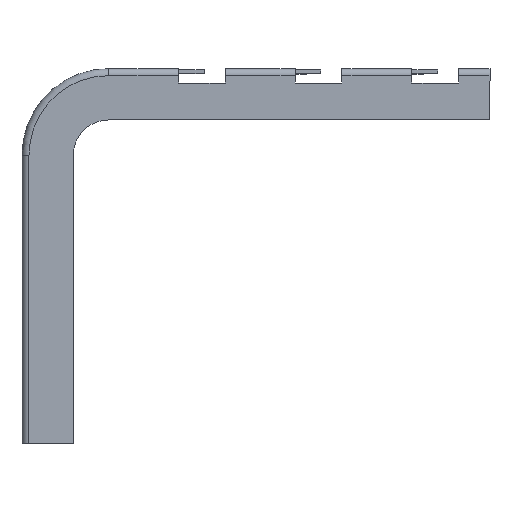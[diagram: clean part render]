
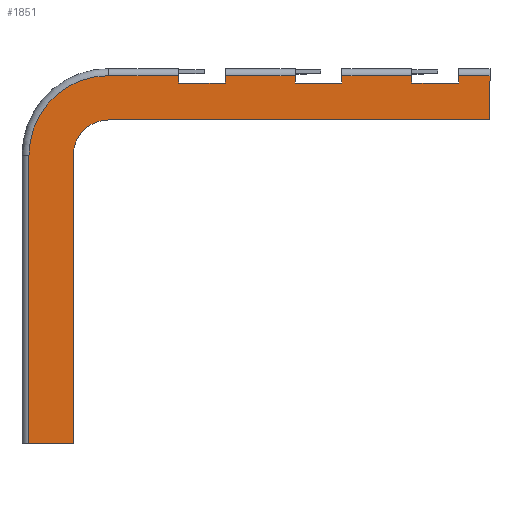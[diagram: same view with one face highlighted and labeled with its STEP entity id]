
A CAD part, left-side view. The second image highlights one B-rep face of the part: STEP entity #1851.
In plain terms, the highlighted planar face has unit normal (-1, 0, 0).
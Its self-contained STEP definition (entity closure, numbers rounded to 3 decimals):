
#61=FACE_OUTER_BOUND('',#153,.T.);
#153=EDGE_LOOP('',(#1340,#1341,#1342,#1343,#1344,#1345,#1346,#1347,#1348,
#1349,#1350,#1351,#1352,#1353,#1354,#1355,#1356,#1357,#1358,#1359));
#247=LINE('',#2673,#481);
#274=LINE('',#2735,#508);
#295=LINE('',#2787,#529);
#299=LINE('',#2798,#533);
#300=LINE('',#2801,#534);
#301=LINE('',#2803,#535);
#302=LINE('',#2805,#536);
#303=LINE('',#2807,#537);
#304=LINE('',#2809,#538);
#305=LINE('',#2811,#539);
#306=LINE('',#2812,#540);
#307=LINE('',#2814,#541);
#308=LINE('',#2816,#542);
#309=LINE('',#2818,#543);
#310=LINE('',#2821,#544);
#311=LINE('',#2823,#545);
#312=LINE('',#2827,#546);
#313=LINE('',#2828,#547);
#481=VECTOR('',#2144,1.);
#508=VECTOR('',#2185,1.);
#529=VECTOR('',#2226,1.);
#533=VECTOR('',#2236,1.);
#534=VECTOR('',#2239,1.);
#535=VECTOR('',#2240,1.);
#536=VECTOR('',#2241,1.);
#537=VECTOR('',#2242,1.);
#538=VECTOR('',#2243,1.);
#539=VECTOR('',#2244,1.);
#540=VECTOR('',#2245,1.);
#541=VECTOR('',#2246,1.);
#542=VECTOR('',#2247,1.);
#543=VECTOR('',#2248,1.);
#544=VECTOR('',#2251,1.);
#545=VECTOR('',#2252,1.);
#546=VECTOR('',#2255,1.);
#547=VECTOR('',#2256,1.);
#720=CIRCLE('',#1984,34.123);
#721=CIRCLE('',#1985,15.133);
#774=VERTEX_POINT('',#2670);
#775=VERTEX_POINT('',#2672);
#802=VERTEX_POINT('',#2732);
#803=VERTEX_POINT('',#2734);
#823=VERTEX_POINT('',#2784);
#824=VERTEX_POINT('',#2786);
#827=VERTEX_POINT('',#2794);
#829=VERTEX_POINT('',#2800);
#830=VERTEX_POINT('',#2802);
#831=VERTEX_POINT('',#2804);
#832=VERTEX_POINT('',#2806);
#833=VERTEX_POINT('',#2808);
#834=VERTEX_POINT('',#2810);
#835=VERTEX_POINT('',#2813);
#836=VERTEX_POINT('',#2815);
#837=VERTEX_POINT('',#2817);
#838=VERTEX_POINT('',#2819);
#839=VERTEX_POINT('',#2822);
#840=VERTEX_POINT('',#2824);
#841=VERTEX_POINT('',#2826);
#973=EDGE_CURVE('',#775,#774,#247,.T.);
#1004=EDGE_CURVE('',#803,#802,#274,.T.);
#1030=EDGE_CURVE('',#824,#823,#295,.T.);
#1036=EDGE_CURVE('',#824,#827,#299,.T.);
#1037=EDGE_CURVE('',#823,#829,#300,.T.);
#1038=EDGE_CURVE('',#829,#830,#301,.T.);
#1039=EDGE_CURVE('',#831,#830,#302,.T.);
#1040=EDGE_CURVE('',#831,#832,#303,.T.);
#1041=EDGE_CURVE('',#832,#833,#304,.T.);
#1042=EDGE_CURVE('',#833,#834,#305,.T.);
#1043=EDGE_CURVE('',#803,#834,#306,.T.);
#1044=EDGE_CURVE('',#802,#835,#307,.T.);
#1045=EDGE_CURVE('',#835,#836,#308,.T.);
#1046=EDGE_CURVE('',#837,#836,#309,.T.);
#1047=EDGE_CURVE('',#838,#837,#720,.T.);
#1048=EDGE_CURVE('',#775,#838,#310,.T.);
#1049=EDGE_CURVE('',#774,#839,#311,.T.);
#1050=EDGE_CURVE('',#839,#840,#721,.T.);
#1051=EDGE_CURVE('',#840,#841,#312,.T.);
#1052=EDGE_CURVE('',#827,#841,#313,.T.);
#1340=ORIENTED_EDGE('',*,*,#1036,.F.);
#1341=ORIENTED_EDGE('',*,*,#1030,.T.);
#1342=ORIENTED_EDGE('',*,*,#1037,.T.);
#1343=ORIENTED_EDGE('',*,*,#1038,.T.);
#1344=ORIENTED_EDGE('',*,*,#1039,.F.);
#1345=ORIENTED_EDGE('',*,*,#1040,.T.);
#1346=ORIENTED_EDGE('',*,*,#1041,.T.);
#1347=ORIENTED_EDGE('',*,*,#1042,.T.);
#1348=ORIENTED_EDGE('',*,*,#1043,.F.);
#1349=ORIENTED_EDGE('',*,*,#1004,.T.);
#1350=ORIENTED_EDGE('',*,*,#1044,.T.);
#1351=ORIENTED_EDGE('',*,*,#1045,.T.);
#1352=ORIENTED_EDGE('',*,*,#1046,.F.);
#1353=ORIENTED_EDGE('',*,*,#1047,.F.);
#1354=ORIENTED_EDGE('',*,*,#1048,.F.);
#1355=ORIENTED_EDGE('',*,*,#973,.T.);
#1356=ORIENTED_EDGE('',*,*,#1049,.T.);
#1357=ORIENTED_EDGE('',*,*,#1050,.T.);
#1358=ORIENTED_EDGE('',*,*,#1051,.T.);
#1359=ORIENTED_EDGE('',*,*,#1052,.F.);
#1772=PLANE('',#1983);
#1851=ADVANCED_FACE('',(#61),#1772,.T.);
#1983=AXIS2_PLACEMENT_3D('',#2799,#2237,#2238);
#1984=AXIS2_PLACEMENT_3D('',#2820,#2249,#2250);
#1985=AXIS2_PLACEMENT_3D('',#2825,#2253,#2254);
#2144=DIRECTION('',(0.,-1.,0.));
#2185=DIRECTION('',(0.,0.,-1.));
#2226=DIRECTION('',(0.,0.,-1.));
#2236=DIRECTION('',(0.,-1.,0.));
#2237=DIRECTION('center_axis',(-1.,0.,0.));
#2238=DIRECTION('ref_axis',(0.,-1.,0.));
#2239=DIRECTION('',(0.,1.,0.));
#2240=DIRECTION('',(0.,0.,1.));
#2241=DIRECTION('',(0.,-1.,0.));
#2242=DIRECTION('',(0.,0.,-1.));
#2243=DIRECTION('',(0.,1.,0.));
#2244=DIRECTION('',(0.,0.,1.));
#2245=DIRECTION('',(0.,-1.,0.));
#2246=DIRECTION('',(0.,1.,0.));
#2247=DIRECTION('',(0.,0.,1.));
#2248=DIRECTION('',(0.,-1.,0.));
#2249=DIRECTION('center_axis',(1.,0.,0.));
#2250=DIRECTION('ref_axis',(0.,0.707,0.707));
#2251=DIRECTION('',(0.,0.,1.));
#2252=DIRECTION('',(0.,0.,1.));
#2253=DIRECTION('center_axis',(1.,0.,0.));
#2254=DIRECTION('ref_axis',(0.,1.,0.));
#2255=DIRECTION('',(0.,-1.,0.));
#2256=DIRECTION('',(0.,0.,-1.));
#2670=CARTESIAN_POINT('',(109.787,125.1,-22.035));
#2672=CARTESIAN_POINT('',(109.787,144.091,-22.035));
#2673=CARTESIAN_POINT('',(109.787,147.423,-22.035));
#2732=CARTESIAN_POINT('',(109.787,59.968,132.425));
#2734=CARTESIAN_POINT('',(109.787,59.968,135.589));
#2735=CARTESIAN_POINT('',(109.787,59.968,55.195));
#2784=CARTESIAN_POINT('',(109.787,-40.032,132.425));
#2786=CARTESIAN_POINT('',(109.787,-40.032,135.589));
#2787=CARTESIAN_POINT('',(109.787,-40.032,55.195));
#2794=CARTESIAN_POINT('',(109.787,-53.532,135.589));
#2798=CARTESIAN_POINT('',(109.787,128.695,135.589));
#2799=CARTESIAN_POINT('Origin',(109.787,147.423,-22.035));
#2800=CARTESIAN_POINT('',(109.787,-20.032,132.425));
#2801=CARTESIAN_POINT('',(109.787,63.695,132.425));
#2802=CARTESIAN_POINT('',(109.787,-20.032,135.589));
#2803=CARTESIAN_POINT('',(109.787,-20.032,57.255));
#2804=CARTESIAN_POINT('',(109.787,9.968,135.589));
#2805=CARTESIAN_POINT('',(109.787,128.695,135.589));
#2806=CARTESIAN_POINT('',(109.787,9.968,132.425));
#2807=CARTESIAN_POINT('',(109.787,9.968,55.195));
#2808=CARTESIAN_POINT('',(109.787,29.968,132.425));
#2809=CARTESIAN_POINT('',(109.787,88.695,132.425));
#2810=CARTESIAN_POINT('',(109.787,29.968,135.589));
#2811=CARTESIAN_POINT('',(109.787,29.968,57.255));
#2812=CARTESIAN_POINT('',(109.787,128.695,135.589));
#2813=CARTESIAN_POINT('',(109.787,79.968,132.425));
#2814=CARTESIAN_POINT('',(109.787,113.695,132.425));
#2815=CARTESIAN_POINT('',(109.787,79.968,135.589));
#2816=CARTESIAN_POINT('',(109.787,79.968,57.255));
#2817=CARTESIAN_POINT('',(109.787,109.968,135.589));
#2818=CARTESIAN_POINT('',(109.787,128.695,135.589));
#2819=CARTESIAN_POINT('',(109.787,144.091,101.465));
#2820=CARTESIAN_POINT('Origin',(109.787,109.968,101.465));
#2821=CARTESIAN_POINT('',(109.787,144.091,-22.035));
#2822=CARTESIAN_POINT('',(109.787,125.1,101.465));
#2823=CARTESIAN_POINT('',(109.787,125.1,-22.035));
#2824=CARTESIAN_POINT('',(109.787,109.968,116.598));
#2825=CARTESIAN_POINT('Origin',(109.787,109.968,101.465));
#2826=CARTESIAN_POINT('',(109.787,-53.532,116.598));
#2827=CARTESIAN_POINT('',(109.787,109.968,116.598));
#2828=CARTESIAN_POINT('',(109.787,-53.532,138.921));
